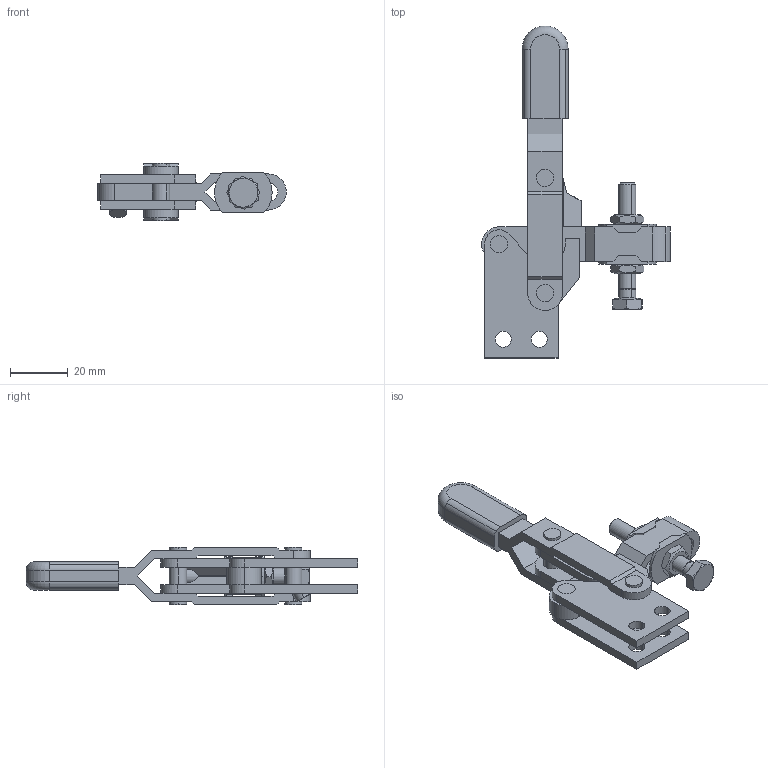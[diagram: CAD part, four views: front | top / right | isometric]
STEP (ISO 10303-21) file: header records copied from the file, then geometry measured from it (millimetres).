
FILE_DESCRIPTION((''),'2;1');
FILE_NAME('MG7U.stp','2006-07-11T16:29:57',('Matthew'),(''),'Autodesk Inventor 8','Autodesk Inventor 8','');
FILE_SCHEMA(('AUTOMOTIVE_DESIGN { 1 0 10303 214 1 1 1 1 }'));
Length unit declared in the file: millimetre
Products named in the file (7): MG7U; MG7U1; MG7U2; MG7U3; MG7U4; MG7U5; MG7U6
Assembly tree (6 placements, depth 2):
  MG7U
    MG7U1
    MG7U2
    MG7U3
    MG7U4
    MG7U5
    MG7U6
Bounding box: 65.49 x 115.26 x 20 mm (x, y, z)
Volume: 26309.1 mm3; surface area: 20015.4 mm2
Topology: 7 solids, 7 shells, 268 faces, 692 edges, 461 vertices
Faces by surface type: plane 104, cylinder 75, bspline 61, cone 26, torus 2
Entity records: 8589 total; most frequent: CARTESIAN_POINT 1879, ORIENTED_EDGE 1384, DIRECTION 1321, EDGE_CURVE 692, VERTEX_POINT 461, AXIS2_PLACEMENT_3D 449, VECTOR 423, LINE 423
